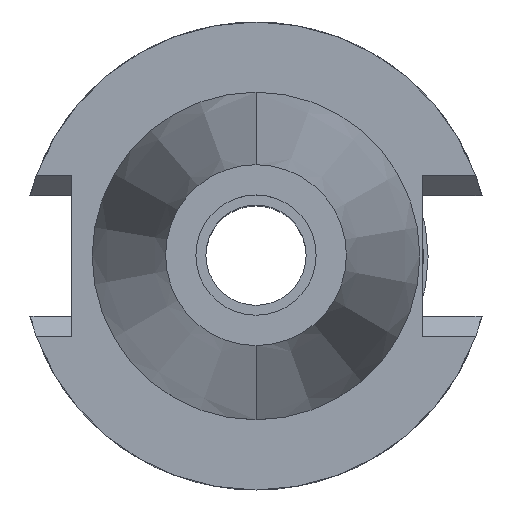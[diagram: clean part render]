
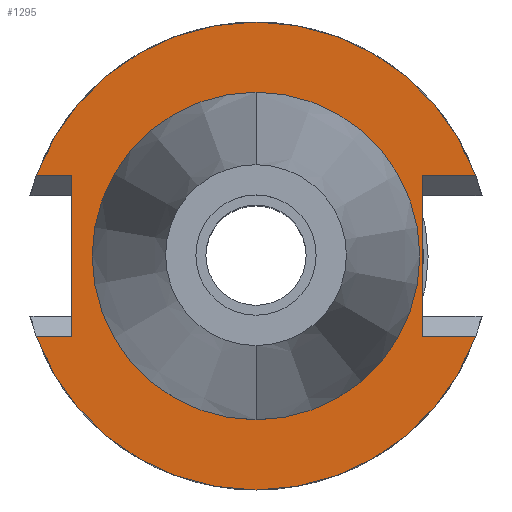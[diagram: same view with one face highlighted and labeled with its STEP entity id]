
A CAD part, top view. The second image highlights one B-rep face of the part: STEP entity #1295.
In plain terms, the highlighted planar face has unit normal (0, 0, 1).
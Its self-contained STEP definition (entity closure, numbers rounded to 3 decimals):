
#57 = EDGE_CURVE ( 'NONE', #220, #93, #2300, .T. ) ;
#93 = VERTEX_POINT ( 'NONE', #1527 ) ;
#121 = EDGE_LOOP ( 'NONE', ( #1887, #1173 ) ) ;
#161 = CARTESIAN_POINT ( 'NONE',  ( 0., 0., -1. ) ) ;
#201 = DIRECTION ( 'NONE',  ( 0., -1., 0. ) ) ;
#202 = EDGE_CURVE ( 'NONE', #1809, #1484, #353, .T. ) ;
#218 = CIRCLE ( 'NONE', #2462, 22.225 ) ;
#220 = VERTEX_POINT ( 'NONE', #1641 ) ;
#246 = CIRCLE ( 'NONE', #459, 31.75 ) ;
#251 = CARTESIAN_POINT ( 'NONE',  ( -29.824, -10.89, -1. ) ) ;
#290 = VECTOR ( 'NONE', #1985, 1000. ) ;
#353 = LINE ( 'NONE', #2600, #1457 ) ;
#378 = CARTESIAN_POINT ( 'NONE',  ( 0., 0., -1. ) ) ;
#400 = CARTESIAN_POINT ( 'NONE',  ( 22.57, 10.89, -1. ) ) ;
#443 = CARTESIAN_POINT ( 'NONE',  ( -24.98, -10.89, -1. ) ) ;
#459 = AXIS2_PLACEMENT_3D ( 'NONE', #378, #2976, #2687 ) ;
#505 = CARTESIAN_POINT ( 'NONE',  ( 22.57, 10.89, -1. ) ) ;
#540 = EDGE_CURVE ( 'NONE', #1484, #2759, #1601, .T. ) ;
#633 = VERTEX_POINT ( 'NONE', #2549 ) ;
#651 = DIRECTION ( 'NONE',  ( 0., 0., -1. ) ) ;
#665 = ORIENTED_EDGE ( 'NONE', *, *, #202, .T. ) ;
#798 = ORIENTED_EDGE ( 'NONE', *, *, #2531, .F. ) ;
#906 = DIRECTION ( 'NONE',  ( 1., 0., 0. ) ) ;
#960 = CARTESIAN_POINT ( 'NONE',  ( 0., 0., -1. ) ) ;
#986 = DIRECTION ( 'NONE',  ( 0., -1., 0. ) ) ;
#989 = EDGE_CURVE ( 'NONE', #1809, #1712, #1501, .T. ) ;
#992 = DIRECTION ( 'NONE',  ( 0., 1., 0. ) ) ;
#1003 = VERTEX_POINT ( 'NONE', #1950 ) ;
#1016 = CARTESIAN_POINT ( 'NONE',  ( -29.824, 10.89, -1. ) ) ;
#1039 = DIRECTION ( 'NONE',  ( -1., 0., 0. ) ) ;
#1058 = DIRECTION ( 'NONE',  ( 1., 0., 0. ) ) ;
#1132 = FACE_BOUND ( 'NONE', #121, .T. ) ;
#1173 = ORIENTED_EDGE ( 'NONE', *, *, #3069, .F. ) ;
#1241 = AXIS2_PLACEMENT_3D ( 'NONE', #2406, #2941, #1409 ) ;
#1294 = EDGE_CURVE ( 'NONE', #93, #633, #1676, .T. ) ;
#1295 = ADVANCED_FACE ( 'NONE', ( #2117, #1132 ), #2898, .F. ) ;
#1369 = CARTESIAN_POINT ( 'NONE',  ( -24.98, 10.89, -1. ) ) ;
#1399 = VERTEX_POINT ( 'NONE', #1846 ) ;
#1409 = DIRECTION ( 'NONE',  ( 0., 1., 0. ) ) ;
#1423 = EDGE_CURVE ( 'NONE', #633, #2759, #246, .T. ) ;
#1457 = VECTOR ( 'NONE', #1825, 1000. ) ;
#1484 = VERTEX_POINT ( 'NONE', #443 ) ;
#1501 = LINE ( 'NONE', #3209, #290 ) ;
#1527 = CARTESIAN_POINT ( 'NONE',  ( 22.57, -10.89, -1. ) ) ;
#1584 = CARTESIAN_POINT ( 'NONE',  ( -24.98, -10.89, -1. ) ) ;
#1601 = LINE ( 'NONE', #1584, #2838 ) ;
#1641 = CARTESIAN_POINT ( 'NONE',  ( 22.57, 10.89, -1. ) ) ;
#1662 = VECTOR ( 'NONE', #906, 1000. ) ;
#1676 = LINE ( 'NONE', #2157, #1662 ) ;
#1712 = VERTEX_POINT ( 'NONE', #1016 ) ;
#1787 = CIRCLE ( 'NONE', #2863, 22.225 ) ;
#1809 = VERTEX_POINT ( 'NONE', #1369 ) ;
#1825 = DIRECTION ( 'NONE',  ( 0., -1., 0. ) ) ;
#1846 = CARTESIAN_POINT ( 'NONE',  ( 29.824, 10.89, -1. ) ) ;
#1884 = LINE ( 'NONE', #400, #2499 ) ;
#1887 = ORIENTED_EDGE ( 'NONE', *, *, #3148, .F. ) ;
#1950 = CARTESIAN_POINT ( 'NONE',  ( 0., 22.225, -1. ) ) ;
#1985 = DIRECTION ( 'NONE',  ( -1., 0., 0. ) ) ;
#2003 = DIRECTION ( 'NONE',  ( 0., 0., 1. ) ) ;
#2102 = DIRECTION ( 'NONE',  ( 0., -1., 0. ) ) ;
#2117 = FACE_OUTER_BOUND ( 'NONE', #2282, .T. ) ;
#2157 = CARTESIAN_POINT ( 'NONE',  ( 22.57, -10.89, -1. ) ) ;
#2282 = EDGE_LOOP ( 'NONE', ( #3003, #798, #2460, #665, #2414, #2560, #2404, #2730 ) ) ;
#2300 = LINE ( 'NONE', #505, #2995 ) ;
#2324 = VERTEX_POINT ( 'NONE', #2839 ) ;
#2404 = ORIENTED_EDGE ( 'NONE', *, *, #1294, .F. ) ;
#2406 = CARTESIAN_POINT ( 'NONE',  ( 0., 0., -1. ) ) ;
#2414 = ORIENTED_EDGE ( 'NONE', *, *, #540, .T. ) ;
#2424 = EDGE_CURVE ( 'NONE', #220, #1399, #1884, .T. ) ;
#2427 = DIRECTION ( 'NONE',  ( 0., 0., 1. ) ) ;
#2446 = CARTESIAN_POINT ( 'NONE',  ( 0., 0., -1. ) ) ;
#2460 = ORIENTED_EDGE ( 'NONE', *, *, #989, .F. ) ;
#2462 = AXIS2_PLACEMENT_3D ( 'NONE', #2446, #2427, #201 ) ;
#2499 = VECTOR ( 'NONE', #1058, 1000. ) ;
#2531 = EDGE_CURVE ( 'NONE', #1712, #1399, #2648, .T. ) ;
#2549 = CARTESIAN_POINT ( 'NONE',  ( 29.824, -10.89, -1. ) ) ;
#2560 = ORIENTED_EDGE ( 'NONE', *, *, #1423, .F. ) ;
#2600 = CARTESIAN_POINT ( 'NONE',  ( -24.98, 10.89, -1. ) ) ;
#2648 = CIRCLE ( 'NONE', #1241, 31.75 ) ;
#2687 = DIRECTION ( 'NONE',  ( 0., -1., 0. ) ) ;
#2730 = ORIENTED_EDGE ( 'NONE', *, *, #57, .F. ) ;
#2759 = VERTEX_POINT ( 'NONE', #251 ) ;
#2838 = VECTOR ( 'NONE', #1039, 1000. ) ;
#2839 = CARTESIAN_POINT ( 'NONE',  ( 0., -22.225, -1. ) ) ;
#2863 = AXIS2_PLACEMENT_3D ( 'NONE', #960, #2003, #992 ) ;
#2898 = PLANE ( 'NONE',  #3208 ) ;
#2941 = DIRECTION ( 'NONE',  ( 0., 0., -1. ) ) ;
#2976 = DIRECTION ( 'NONE',  ( 0., 0., -1. ) ) ;
#2995 = VECTOR ( 'NONE', #986, 1000. ) ;
#3003 = ORIENTED_EDGE ( 'NONE', *, *, #2424, .T. ) ;
#3069 = EDGE_CURVE ( 'NONE', #2324, #1003, #218, .T. ) ;
#3148 = EDGE_CURVE ( 'NONE', #1003, #2324, #1787, .T. ) ;
#3208 = AXIS2_PLACEMENT_3D ( 'NONE', #161, #651, #2102 ) ;
#3209 = CARTESIAN_POINT ( 'NONE',  ( -24.98, 10.89, -1. ) ) ;
